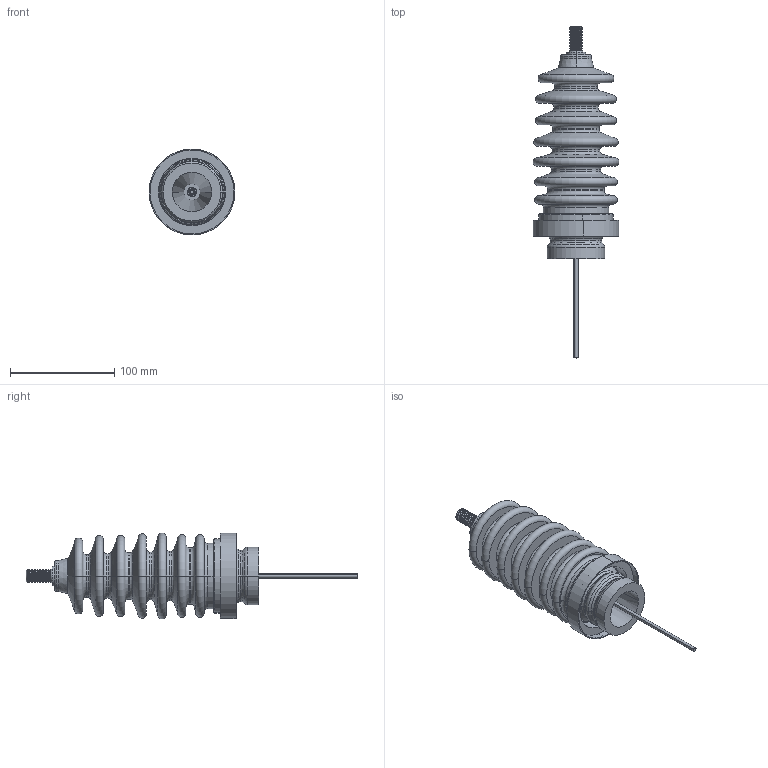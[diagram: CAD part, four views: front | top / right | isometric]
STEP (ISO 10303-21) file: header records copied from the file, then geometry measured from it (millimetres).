
FILE_DESCRIPTION (( 'STEP AP203' ), '1' );
FILE_NAME ('A3106-1-W.STEP', '2013-06-11T13:14:07', ( '' ), ( '' ), 'SwSTEP 2.0', 'SolidWorks 2012', '' );
FILE_SCHEMA (( 'CONFIG_CONTROL_DESIGN' ));
Length unit declared in the file: inch
Products named in the file (1): A3106-1-W
Bounding box: 82.55 x 319.06 x 82.55 mm (x, y, z)
Volume: 472426.8 mm3; surface area: 109826.2 mm2
Topology: 1 solids, 1 shells, 248 faces, 502 edges, 276 vertices
Faces by surface type: cone 116, torus 68, cylinder 42, plane 22
Entity records: 6521 total; most frequent: DIRECTION 1344, CARTESIAN_POINT 1027, ORIENTED_EDGE 1004, AXIS2_PLACEMENT_3D 593, EDGE_CURVE 502, CIRCLE 344, VERTEX_POINT 276, EDGE_LOOP 268
